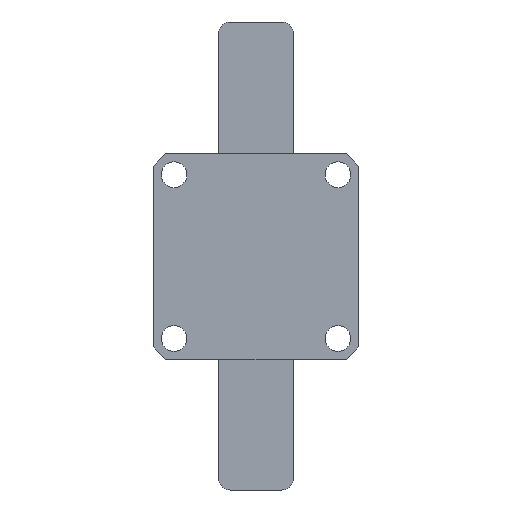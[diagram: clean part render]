
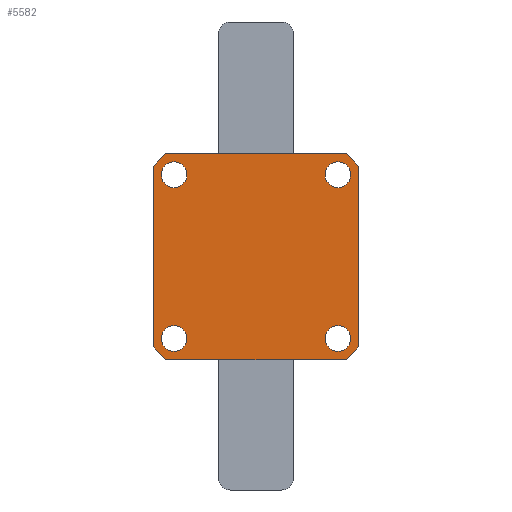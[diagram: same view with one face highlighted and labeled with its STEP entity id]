
A CAD part, front view. The second image highlights one B-rep face of the part: STEP entity #5582.
In plain terms, the highlighted planar face has unit normal (0, -1, 0).
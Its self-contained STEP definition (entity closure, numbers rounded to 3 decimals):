
#365 = VECTOR ( 'NONE', #6641, 1000. ) ;
#366 = LINE ( 'NONE', #6640, #365 ) ;
#683 = CARTESIAN_POINT ( 'NONE',  ( 38.552, 0., 44. ) ) ;
#684 = CARTESIAN_POINT ( 'NONE',  ( -38.552, 0., 44. ) ) ;
#707 = CARTESIAN_POINT ( 'NONE',  ( -44., 0., 44. ) ) ;
#722 = DIRECTION ( 'NONE',  ( 1., 0., 0. ) ) ;
#735 = CARTESIAN_POINT ( 'NONE',  ( -35., 0., -35. ) ) ;
#736 = DIRECTION ( 'NONE',  ( 0., -1., 0. ) ) ;
#737 = DIRECTION ( 'NONE',  ( 0., 0., -1. ) ) ;
#756 = CARTESIAN_POINT ( 'NONE',  ( 35., 0., -35. ) ) ;
#757 = DIRECTION ( 'NONE',  ( 0., -1., 0. ) ) ;
#758 = DIRECTION ( 'NONE',  ( 0., 0., -1. ) ) ;
#766 = CARTESIAN_POINT ( 'NONE',  ( 35., 0., 35. ) ) ;
#767 = DIRECTION ( 'NONE',  ( 0., -1., 0. ) ) ;
#768 = DIRECTION ( 'NONE',  ( 0., 0., -1. ) ) ;
#885 = CARTESIAN_POINT ( 'NONE',  ( -44., 0., 38.552 ) ) ;
#887 = CARTESIAN_POINT ( 'NONE',  ( -38.552, 0., -44. ) ) ;
#891 = CARTESIAN_POINT ( 'NONE',  ( 44., 0., -38.552 ) ) ;
#894 = CARTESIAN_POINT ( 'NONE',  ( 38.552, 0., -44. ) ) ;
#897 = CARTESIAN_POINT ( 'NONE',  ( -44., 0., -38.552 ) ) ;
#898 = CARTESIAN_POINT ( 'NONE',  ( 44., 0., 38.552 ) ) ;
#927 = CARTESIAN_POINT ( 'NONE',  ( -35., 0., -29.5 ) ) ;
#930 = CARTESIAN_POINT ( 'NONE',  ( -35., 0., -40.5 ) ) ;
#932 = CARTESIAN_POINT ( 'NONE',  ( 35., 0., -40.5 ) ) ;
#933 = CARTESIAN_POINT ( 'NONE',  ( 35., 0., -29.5 ) ) ;
#936 = CARTESIAN_POINT ( 'NONE',  ( 35., 0., 29.5 ) ) ;
#937 = CARTESIAN_POINT ( 'NONE',  ( 35., 0., 40.5 ) ) ;
#938 = CARTESIAN_POINT ( 'NONE',  ( -35., 0., 29.5 ) ) ;
#941 = CARTESIAN_POINT ( 'NONE',  ( -35., 0., 40.5 ) ) ;
#964 = DIRECTION ( 'NONE',  ( 0., -1., 0. ) ) ;
#971 = PLANE ( 'NONE',  #2919 ) ;
#973 = CARTESIAN_POINT ( 'NONE',  ( 0., 0., 0. ) ) ;
#975 = DIRECTION ( 'NONE',  ( 0., 0., -1. ) ) ;
#1105 = AXIS2_PLACEMENT_3D ( 'NONE', #1356, #1357, #1358 ) ;
#1120 = AXIS2_PLACEMENT_3D ( 'NONE', #1480, #1481, #1482 ) ;
#1214 = AXIS2_PLACEMENT_3D ( 'NONE', #1335, #1336, #1337 ) ;
#1266 = AXIS2_PLACEMENT_3D ( 'NONE', #1326, #1327, #1328 ) ;
#1326 = CARTESIAN_POINT ( 'NONE',  ( 0., 0., 0. ) ) ;
#1327 = DIRECTION ( 'NONE',  ( 0., -1., 0. ) ) ;
#1328 = DIRECTION ( 'NONE',  ( 0., 0., -1. ) ) ;
#1335 = CARTESIAN_POINT ( 'NONE',  ( 0., 0., 0. ) ) ;
#1336 = DIRECTION ( 'NONE',  ( 0., -1., 0. ) ) ;
#1337 = DIRECTION ( 'NONE',  ( 0., 0., -1. ) ) ;
#1356 = CARTESIAN_POINT ( 'NONE',  ( 0., 0., 0. ) ) ;
#1357 = DIRECTION ( 'NONE',  ( 0., -1., 0. ) ) ;
#1358 = DIRECTION ( 'NONE',  ( 0., 0., -1. ) ) ;
#1480 = CARTESIAN_POINT ( 'NONE',  ( 0., 0., 0. ) ) ;
#1481 = DIRECTION ( 'NONE',  ( 0., -1., 0. ) ) ;
#1482 = DIRECTION ( 'NONE',  ( 0., 0., -1. ) ) ;
#1560 = CIRCLE ( 'NONE', #1120, 58.5 ) ;
#1618 = CIRCLE ( 'NONE', #1105, 58.5 ) ;
#1619 = CIRCLE ( 'NONE', #1214, 58.5 ) ;
#1620 = CIRCLE ( 'NONE', #1266, 58.5 ) ;
#1671 = CIRCLE ( 'NONE', #2937, 5.5 ) ;
#1807 = CIRCLE ( 'NONE', #2905, 5.5 ) ;
#1808 = CIRCLE ( 'NONE', #2896, 5.5 ) ;
#1813 = VECTOR ( 'NONE', #3443, 1000. ) ;
#1820 = LINE ( 'NONE', #3449, #1813 ) ;
#1821 = CIRCLE ( 'NONE', #2947, 5.5 ) ;
#1869 = CIRCLE ( 'NONE', #2943, 5.5 ) ;
#1875 = VECTOR ( 'NONE', #3295, 1000. ) ;
#1878 = LINE ( 'NONE', #3293, #1875 ) ;
#1944 = CIRCLE ( 'NONE', #2803, 5.5 ) ;
#1955 = CIRCLE ( 'NONE', #2805, 5.5 ) ;
#1966 = CIRCLE ( 'NONE', #2779, 5.5 ) ;
#1969 = VECTOR ( 'NONE', #722, 1000. ) ;
#1975 = LINE ( 'NONE', #707, #1969 ) ;
#2050 = FACE_BOUND ( 'NONE', #5664, .T. ) ;
#2052 = FACE_OUTER_BOUND ( 'NONE', #5660, .T. ) ;
#2069 = FACE_BOUND ( 'NONE', #5661, .T. ) ;
#2070 = FACE_BOUND ( 'NONE', #5671, .T. ) ;
#2082 = FACE_BOUND ( 'NONE', #5663, .T. ) ;
#2779 = AXIS2_PLACEMENT_3D ( 'NONE', #735, #736, #737 ) ;
#2803 = AXIS2_PLACEMENT_3D ( 'NONE', #766, #767, #768 ) ;
#2805 = AXIS2_PLACEMENT_3D ( 'NONE', #756, #757, #758 ) ;
#2896 = AXIS2_PLACEMENT_3D ( 'NONE', #3461, #3462, #3463 ) ;
#2905 = AXIS2_PLACEMENT_3D ( 'NONE', #3465, #3466, #3467 ) ;
#2919 = AXIS2_PLACEMENT_3D ( 'NONE', #973, #964, #975 ) ;
#2937 = AXIS2_PLACEMENT_3D ( 'NONE', #4973, #4974, #4975 ) ;
#2943 = AXIS2_PLACEMENT_3D ( 'NONE', #3324, #3325, #3326 ) ;
#2947 = AXIS2_PLACEMENT_3D ( 'NONE', #3444, #3445, #3446 ) ;
#3293 = CARTESIAN_POINT ( 'NONE',  ( -44., 0., -44. ) ) ;
#3295 = DIRECTION ( 'NONE',  ( -1., 0., 0. ) ) ;
#3324 = CARTESIAN_POINT ( 'NONE',  ( 35., 0., 35. ) ) ;
#3325 = DIRECTION ( 'NONE',  ( 0., -1., 0. ) ) ;
#3326 = DIRECTION ( 'NONE',  ( 0., 0., -1. ) ) ;
#3443 = DIRECTION ( 'NONE',  ( 0., 0., -1. ) ) ;
#3444 = CARTESIAN_POINT ( 'NONE',  ( -35., 0., 35. ) ) ;
#3445 = DIRECTION ( 'NONE',  ( 0., -1., 0. ) ) ;
#3446 = DIRECTION ( 'NONE',  ( 0., 0., -1. ) ) ;
#3449 = CARTESIAN_POINT ( 'NONE',  ( 44., 0., 44. ) ) ;
#3461 = CARTESIAN_POINT ( 'NONE',  ( -35., 0., -35. ) ) ;
#3462 = DIRECTION ( 'NONE',  ( 0., -1., 0. ) ) ;
#3463 = DIRECTION ( 'NONE',  ( 0., 0., -1. ) ) ;
#3465 = CARTESIAN_POINT ( 'NONE',  ( 35., 0., -35. ) ) ;
#3466 = DIRECTION ( 'NONE',  ( 0., -1., 0. ) ) ;
#3467 = DIRECTION ( 'NONE',  ( 0., 0., -1. ) ) ;
#3959 = VERTEX_POINT ( 'NONE', #885 ) ;
#3961 = VERTEX_POINT ( 'NONE', #887 ) ;
#3965 = VERTEX_POINT ( 'NONE', #891 ) ;
#3968 = VERTEX_POINT ( 'NONE', #894 ) ;
#3971 = VERTEX_POINT ( 'NONE', #897 ) ;
#3972 = VERTEX_POINT ( 'NONE', #898 ) ;
#4169 = VERTEX_POINT ( 'NONE', #930 ) ;
#4170 = VERTEX_POINT ( 'NONE', #927 ) ;
#4173 = VERTEX_POINT ( 'NONE', #932 ) ;
#4174 = VERTEX_POINT ( 'NONE', #933 ) ;
#4177 = VERTEX_POINT ( 'NONE', #936 ) ;
#4178 = VERTEX_POINT ( 'NONE', #937 ) ;
#4179 = VERTEX_POINT ( 'NONE', #938 ) ;
#4182 = VERTEX_POINT ( 'NONE', #941 ) ;
#4973 = CARTESIAN_POINT ( 'NONE',  ( -35., 0., 35. ) ) ;
#4974 = DIRECTION ( 'NONE',  ( 0., -1., 0. ) ) ;
#4975 = DIRECTION ( 'NONE',  ( 0., 0., -1. ) ) ;
#5582 = ADVANCED_FACE ( 'NONE', ( #2070, #2050, #2082, #2069, #2052 ), #971, .T. ) ;
#5633 = VERTEX_POINT ( 'NONE', #683 ) ;
#5634 = VERTEX_POINT ( 'NONE', #684 ) ;
#5660 = EDGE_LOOP ( 'NONE', ( #5909, #5908, #5907, #5906, #5905, #5904, #5903, #5902 ) ) ;
#5661 = EDGE_LOOP ( 'NONE', ( #5911, #5910 ) ) ;
#5663 = EDGE_LOOP ( 'NONE', ( #5913, #5912 ) ) ;
#5664 = EDGE_LOOP ( 'NONE', ( #5915, #5914 ) ) ;
#5671 = EDGE_LOOP ( 'NONE', ( #5917, #5916 ) ) ;
#5902 = ORIENTED_EDGE ( 'NONE', *, *, #6471, .T. ) ;
#5903 = ORIENTED_EDGE ( 'NONE', *, *, #6552, .F. ) ;
#5904 = ORIENTED_EDGE ( 'NONE', *, *, #6468, .T. ) ;
#5905 = ORIENTED_EDGE ( 'NONE', *, *, #6196, .F. ) ;
#5906 = ORIENTED_EDGE ( 'NONE', *, *, #6466, .T. ) ;
#5907 = ORIENTED_EDGE ( 'NONE', *, *, #6314, .F. ) ;
#5908 = ORIENTED_EDGE ( 'NONE', *, *, #6507, .T. ) ;
#5909 = ORIENTED_EDGE ( 'NONE', *, *, #6258, .F. ) ;
#5910 = ORIENTED_EDGE ( 'NONE', *, *, #6319, .F. ) ;
#5911 = ORIENTED_EDGE ( 'NONE', *, *, #6201, .F. ) ;
#5912 = ORIENTED_EDGE ( 'NONE', *, *, #6320, .F. ) ;
#5913 = ORIENTED_EDGE ( 'NONE', *, *, #6209, .F. ) ;
#5914 = ORIENTED_EDGE ( 'NONE', *, *, #6266, .F. ) ;
#5915 = ORIENTED_EDGE ( 'NONE', *, *, #6214, .F. ) ;
#5916 = ORIENTED_EDGE ( 'NONE', *, *, #6308, .F. ) ;
#5917 = ORIENTED_EDGE ( 'NONE', *, *, #6430, .F. ) ;
#6196 = EDGE_CURVE ( 'NONE', #5634, #5633, #1975, .T. ) ;
#6201 = EDGE_CURVE ( 'NONE', #4170, #4169, #1966, .T. ) ;
#6209 = EDGE_CURVE ( 'NONE', #4174, #4173, #1955, .T. ) ;
#6214 = EDGE_CURVE ( 'NONE', #4178, #4177, #1944, .T. ) ;
#6258 = EDGE_CURVE ( 'NONE', #3968, #3961, #1878, .T. ) ;
#6266 = EDGE_CURVE ( 'NONE', #4177, #4178, #1869, .T. ) ;
#6308 = EDGE_CURVE ( 'NONE', #4179, #4182, #1821, .T. ) ;
#6314 = EDGE_CURVE ( 'NONE', #3972, #3965, #1820, .T. ) ;
#6319 = EDGE_CURVE ( 'NONE', #4169, #4170, #1808, .T. ) ;
#6320 = EDGE_CURVE ( 'NONE', #4173, #4174, #1807, .T. ) ;
#6430 = EDGE_CURVE ( 'NONE', #4182, #4179, #1671, .T. ) ;
#6466 = EDGE_CURVE ( 'NONE', #3972, #5633, #1620, .T. ) ;
#6468 = EDGE_CURVE ( 'NONE', #5634, #3959, #1619, .T. ) ;
#6471 = EDGE_CURVE ( 'NONE', #3971, #3961, #1618, .T. ) ;
#6507 = EDGE_CURVE ( 'NONE', #3968, #3965, #1560, .T. ) ;
#6552 = EDGE_CURVE ( 'NONE', #3971, #3959, #366, .T. ) ;
#6640 = CARTESIAN_POINT ( 'NONE',  ( -44., 0., 44. ) ) ;
#6641 = DIRECTION ( 'NONE',  ( 0., 0., 1. ) ) ;
